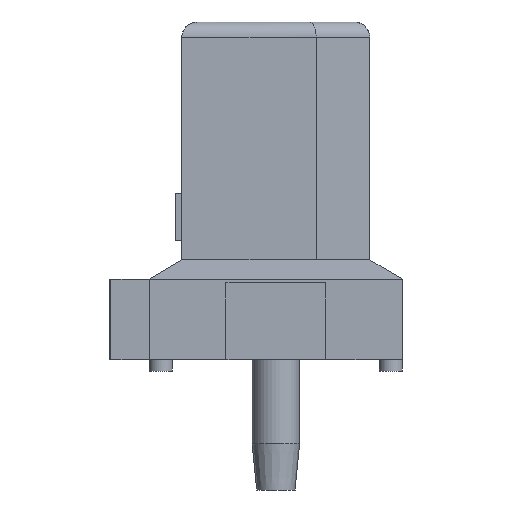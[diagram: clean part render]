
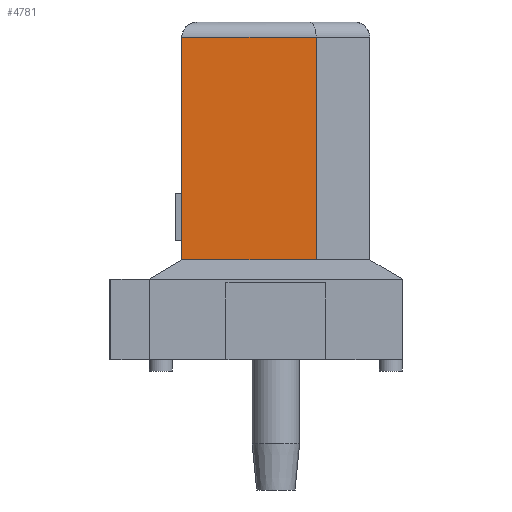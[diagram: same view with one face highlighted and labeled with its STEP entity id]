
A CAD part, left-side view. The second image highlights one B-rep face of the part: STEP entity #4781.
In plain terms, the highlighted planar face has unit normal (-1, 0, 0).
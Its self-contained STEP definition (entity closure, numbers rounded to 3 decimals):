
#1699=DIRECTION('',(0.,0.,-1.));
#1700=VECTOR('',#1699,7.366);
#1701=CARTESIAN_POINT('',(-10.465,3.112,-0.508));
#1702=LINE('',#1701,#1700);
#1703=DIRECTION('',(0.,-1.,0.));
#1704=VECTOR('',#1703,4.445);
#1705=CARTESIAN_POINT('',(-10.465,3.112,-0.508));
#1706=LINE('',#1705,#1704);
#1707=DIRECTION('',(0.,1.,0.));
#1708=VECTOR('',#1707,4.445);
#1709=CARTESIAN_POINT('',(-10.465,-1.334,-7.874));
#1710=LINE('',#1709,#1708);
#1735=DIRECTION('',(0.,0.,-1.));
#1736=VECTOR('',#1735,7.366);
#1737=CARTESIAN_POINT('',(-10.465,-1.334,-0.508));
#1738=LINE('',#1737,#1736);
#2199=CARTESIAN_POINT('',(-10.465,-1.334,-7.874));
#2200=CARTESIAN_POINT('',(-10.465,3.112,-7.874));
#2201=VERTEX_POINT('',#2199);
#2202=VERTEX_POINT('',#2200);
#2475=CARTESIAN_POINT('',(-10.465,3.112,-0.508));
#2476=VERTEX_POINT('',#2475);
#2477=CARTESIAN_POINT('',(-10.465,-1.334,-0.508));
#2478=VERTEX_POINT('',#2477);
#4768=CARTESIAN_POINT('',(-10.465,3.112,0.));
#4769=DIRECTION('',(-1.,0.,0.));
#4770=DIRECTION('',(0.,-1.,0.));
#4771=AXIS2_PLACEMENT_3D('',#4768,#4769,#4770);
#4772=PLANE('',#4771);
#4773=ORIENTED_EDGE('',*,*,#4576,.F.);
#4775=ORIENTED_EDGE('',*,*,#4774,.T.);
#4777=ORIENTED_EDGE('',*,*,#4776,.T.);
#4778=ORIENTED_EDGE('',*,*,#3330,.T.);
#4779=EDGE_LOOP('',(#4773,#4775,#4777,#4778));
#4780=FACE_OUTER_BOUND('',#4779,.F.);
#3330=EDGE_CURVE('',#2201,#2202,#1710,.T.);
#4576=EDGE_CURVE('',#2476,#2202,#1702,.T.);
#4774=EDGE_CURVE('',#2476,#2478,#1706,.T.);
#4776=EDGE_CURVE('',#2478,#2201,#1738,.T.);
#4781=ADVANCED_FACE('',(#4780),#4772,.T.);
